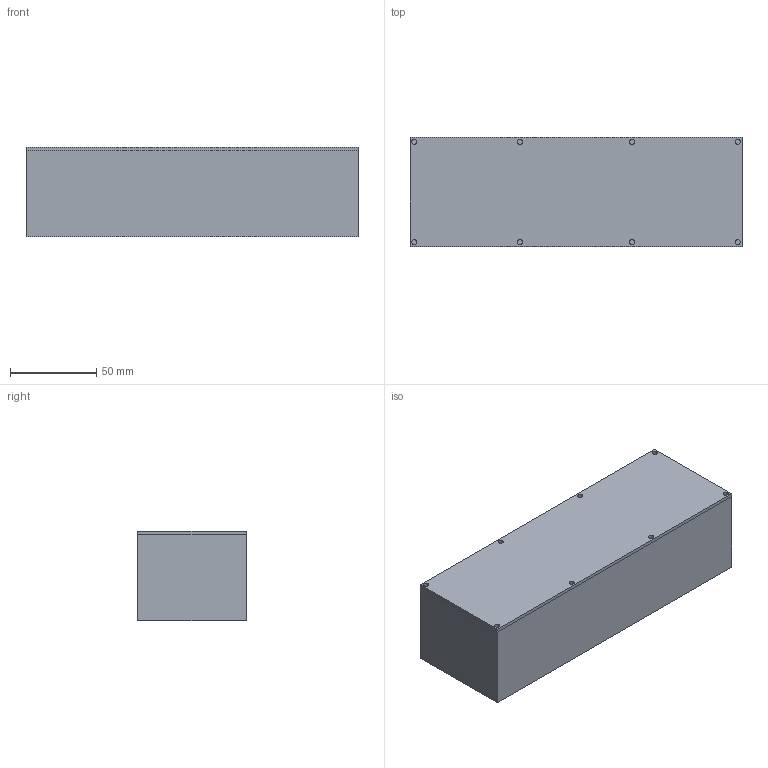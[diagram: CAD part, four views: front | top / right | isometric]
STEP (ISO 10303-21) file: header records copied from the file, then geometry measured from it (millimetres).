
FILE_DESCRIPTION(/* description */ (''),/* implementation_level */ '2;1');
FILE_NAME(/* name */ 'piPlayer.step',/* time_stamp */ '2019-06-20T20:36:09+02:00',/* author */ (''),/* organization */ (''),/* preprocessor_version */ 'ST-DEVELOPER v18',/* originating_system */ 'Autodesk Translation Framework v8.2.0.1029',/* authorisation */ '');
FILE_SCHEMA (('AUTOMOTIVE_DESIGN { 1 0 10303 214 3 1 1 }'));
Length unit declared in the file: millimetre
Products named in the file (3): Boombox; Box; Lid
Assembly tree (2 placements, depth 2):
  Boombox
    Box
    Lid
Bounding box: 192 x 63 x 52 mm (x, y, z)
Volume: 166360.8 mm3; surface area: 101891.5 mm2
Topology: 2 solids, 2 shells, 98 faces, 223 edges, 144 vertices
Faces by surface type: plane 57, cylinder 41
Full cylindrical faces by diameter (mm): 3 x18, 4 x8, 6 x2, 7.3 x1, 8 x2, 53 x2
Entity records: 2950 total; most frequent: DIRECTION 519, CARTESIAN_POINT 472, ORIENTED_EDGE 450, EDGE_CURVE 225, AXIS2_PLACEMENT_3D 191, EDGE_LOOP 157, VERTEX_POINT 144, LINE 137
